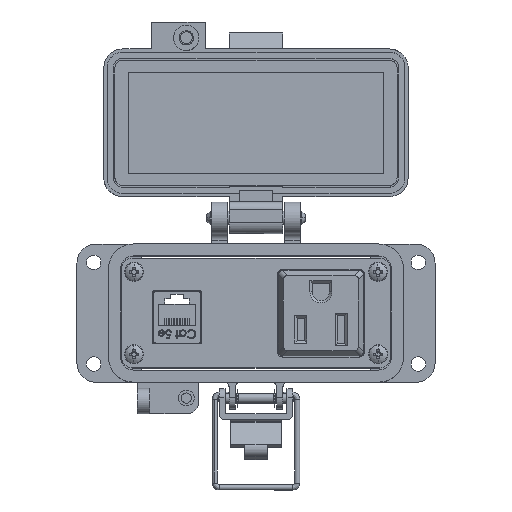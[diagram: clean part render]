
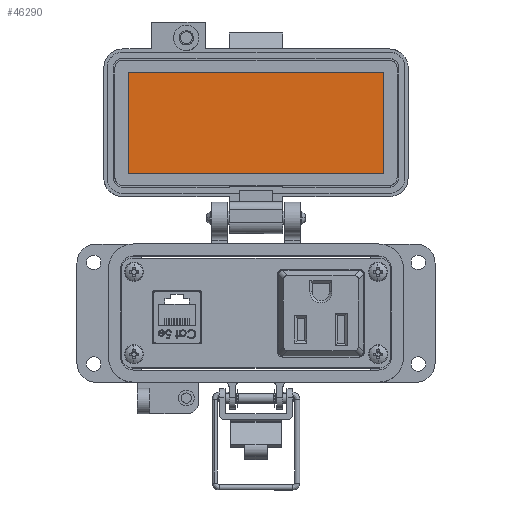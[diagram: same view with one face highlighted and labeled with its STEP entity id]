
A CAD part, top view. The second image highlights one B-rep face of the part: STEP entity #46290.
In plain terms, the highlighted planar face has unit normal (0, 0, 1).
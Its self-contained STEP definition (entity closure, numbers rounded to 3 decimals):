
#770 = AXIS2_PLACEMENT_3D ( 'NONE', #5711, #34113, #9766 ) ;
#1069 = CARTESIAN_POINT ( 'NONE',  ( 40.25, 83.154, -25.55 ) ) ;
#2414 = VECTOR ( 'NONE', #12028, 1000. ) ;
#5711 = CARTESIAN_POINT ( 'NONE',  ( -8.5, 67.154, -25.55 ) ) ;
#8195 = CARTESIAN_POINT ( 'NONE',  ( -8.5, 83.154, -25.55 ) ) ;
#8522 = EDGE_CURVE ( 'NONE', #21691, #52669, #34823, .T. ) ;
#9766 = DIRECTION ( 'NONE',  ( 0., -1., 0. ) ) ;
#11547 = VERTEX_POINT ( 'NONE', #1069 ) ;
#12028 = DIRECTION ( 'NONE',  ( -1., 0., 0. ) ) ;
#13159 = EDGE_CURVE ( 'NONE', #39783, #11547, #38749, .T. ) ;
#13248 = LINE ( 'NONE', #18461, #34832 ) ;
#14638 = ORIENTED_EDGE ( 'NONE', *, *, #13159, .F. ) ;
#18461 = CARTESIAN_POINT ( 'NONE',  ( -40.25, 67.154, -25.55 ) ) ;
#21691 = VERTEX_POINT ( 'NONE', #49162 ) ;
#25801 = EDGE_CURVE ( 'NONE', #52669, #39783, #13248, .T. ) ;
#26262 = VECTOR ( 'NONE', #46386, 1000. ) ;
#29026 = CARTESIAN_POINT ( 'NONE',  ( -40.25, 83.154, -25.55 ) ) ;
#30881 = ORIENTED_EDGE ( 'NONE', *, *, #44808, .F. ) ;
#32248 = CARTESIAN_POINT ( 'NONE',  ( 42., 51.154, -25.55 ) ) ;
#33726 = EDGE_LOOP ( 'NONE', ( #14638, #44614, #36810, #30881 ) ) ;
#34113 = DIRECTION ( 'NONE',  ( 0., 0., 1. ) ) ;
#34823 = LINE ( 'NONE', #32248, #2414 ) ;
#34832 = VECTOR ( 'NONE', #42832, 1000. ) ;
#34986 = FACE_OUTER_BOUND ( 'NONE', #33726, .T. ) ;
#36610 = DIRECTION ( 'NONE',  ( 1., 0., 0. ) ) ;
#36810 = ORIENTED_EDGE ( 'NONE', *, *, #8522, .F. ) ;
#38749 = LINE ( 'NONE', #8195, #49571 ) ;
#39783 = VERTEX_POINT ( 'NONE', #29026 ) ;
#42150 = PLANE ( 'NONE',  #770 ) ;
#42319 = CARTESIAN_POINT ( 'NONE',  ( 40.25, 67.154, -25.55 ) ) ;
#42832 = DIRECTION ( 'NONE',  ( 0., 1., 0. ) ) ;
#44614 = ORIENTED_EDGE ( 'NONE', *, *, #25801, .F. ) ;
#44808 = EDGE_CURVE ( 'NONE', #11547, #21691, #47907, .T. ) ;
#45441 = CARTESIAN_POINT ( 'NONE',  ( -40.25, 51.154, -25.55 ) ) ;
#46290 = ADVANCED_FACE ( 'NONE', ( #34986 ), #42150, .T. ) ;
#46386 = DIRECTION ( 'NONE',  ( 0., -1., 0. ) ) ;
#47907 = LINE ( 'NONE', #42319, #26262 ) ;
#49162 = CARTESIAN_POINT ( 'NONE',  ( 40.25, 51.154, -25.55 ) ) ;
#49571 = VECTOR ( 'NONE', #36610, 1000. ) ;
#52669 = VERTEX_POINT ( 'NONE', #45441 ) ;
